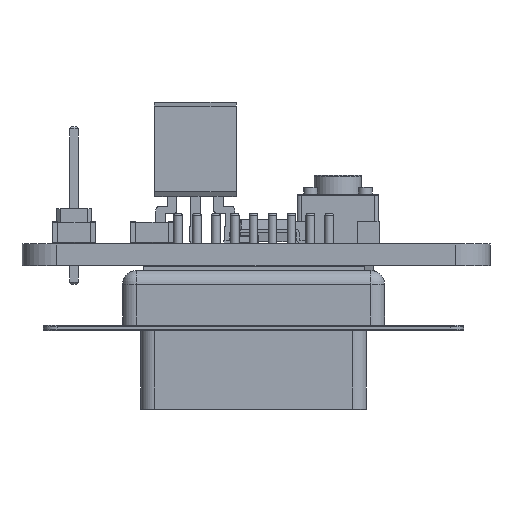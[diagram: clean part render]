
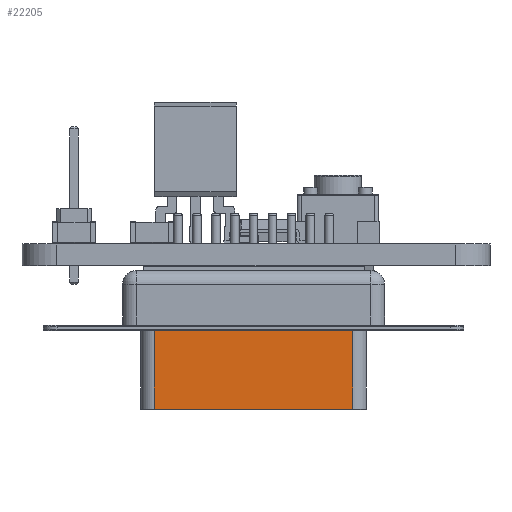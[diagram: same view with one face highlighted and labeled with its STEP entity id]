
A CAD part, front view. The second image highlights one B-rep face of the part: STEP entity #22205.
In plain terms, the highlighted face is planar.
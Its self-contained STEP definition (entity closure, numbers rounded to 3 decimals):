
#21010 = PLANE('',#21011);
#21011 = AXIS2_PLACEMENT_3D('',#21012,#21013,#21014);
#21012 = CARTESIAN_POINT('',(12.809,2.505,10.475));
#21013 = DIRECTION('',(0.,-0.707,-0.707));
#21014 = DIRECTION('',(-1.,0.,0.));
#21665 = VERTEX_POINT('',#21666);
#21666 = CARTESIAN_POINT('',(-1.729,2.53,10.45));
#21683 = CYLINDRICAL_SURFACE('',#21684,1.);
#21684 = AXIS2_PLACEMENT_3D('',#21685,#21686,#21687);
#21685 = CARTESIAN_POINT('',(-1.729,1.53,4.7));
#21686 = DIRECTION('',(0.,0.,1.));
#21687 = DIRECTION('',(0.,1.,0.));
#21742 = VERTEX_POINT('',#21743);
#21743 = CARTESIAN_POINT('',(12.809,2.53,10.45));
#21766 = EDGE_CURVE('',#21742,#21665,#21767,.T.);
#21767 = SURFACE_CURVE('',#21768,(#21772,#21779),.PCURVE_S1.);
#21768 = LINE('',#21769,#21770);
#21769 = CARTESIAN_POINT('',(12.809,2.53,10.45));
#21770 = VECTOR('',#21771,1.);
#21771 = DIRECTION('',(-1.,0.,0.));
#21772 = PCURVE('',#21010,#21773);
#21773 = DEFINITIONAL_REPRESENTATION('',(#21774),#21778);
#21774 = LINE('',#21775,#21776);
#21775 = CARTESIAN_POINT('',(0.,0.035));
#21776 = VECTOR('',#21777,1.);
#21777 = DIRECTION('',(1.,0.));
#21778 = ( GEOMETRIC_REPRESENTATION_CONTEXT(2) 
PARAMETRIC_REPRESENTATION_CONTEXT() REPRESENTATION_CONTEXT('2D SPACE',''
  ) );
#21779 = PCURVE('',#21780,#21785);
#21780 = PLANE('',#21781);
#21781 = AXIS2_PLACEMENT_3D('',#21782,#21783,#21784);
#21782 = CARTESIAN_POINT('',(-2.92,2.53,4.7));
#21783 = DIRECTION('',(0.,1.,0.));
#21784 = DIRECTION('',(1.,0.,0.));
#21785 = DEFINITIONAL_REPRESENTATION('',(#21786),#21790);
#21786 = LINE('',#21787,#21788);
#21787 = CARTESIAN_POINT('',(15.729,-5.75));
#21788 = VECTOR('',#21789,1.);
#21789 = DIRECTION('',(-1.,0.));
#21790 = ( GEOMETRIC_REPRESENTATION_CONTEXT(2) 
PARAMETRIC_REPRESENTATION_CONTEXT() REPRESENTATION_CONTEXT('2D SPACE',''
  ) );
#21866 = CYLINDRICAL_SURFACE('',#21867,1.);
#21867 = AXIS2_PLACEMENT_3D('',#21868,#21869,#21870);
#21868 = CARTESIAN_POINT('',(12.809,1.53,4.7));
#21869 = DIRECTION('',(0.,0.,1.));
#21870 = DIRECTION('',(0.,1.,0.));
#22132 = EDGE_CURVE('',#22133,#21665,#22135,.T.);
#22133 = VERTEX_POINT('',#22134);
#22134 = CARTESIAN_POINT('',(-1.729,2.53,4.7));
#22135 = SURFACE_CURVE('',#22136,(#22140,#22147),.PCURVE_S1.);
#22136 = LINE('',#22137,#22138);
#22137 = CARTESIAN_POINT('',(-1.729,2.53,4.7));
#22138 = VECTOR('',#22139,1.);
#22139 = DIRECTION('',(0.,0.,1.));
#22140 = PCURVE('',#21683,#22141);
#22141 = DEFINITIONAL_REPRESENTATION('',(#22142),#22146);
#22142 = LINE('',#22143,#22144);
#22143 = CARTESIAN_POINT('',(0.,0.));
#22144 = VECTOR('',#22145,1.);
#22145 = DIRECTION('',(0.,1.));
#22146 = ( GEOMETRIC_REPRESENTATION_CONTEXT(2) 
PARAMETRIC_REPRESENTATION_CONTEXT() REPRESENTATION_CONTEXT('2D SPACE',''
  ) );
#22147 = PCURVE('',#21780,#22148);
#22148 = DEFINITIONAL_REPRESENTATION('',(#22149),#22153);
#22149 = LINE('',#22150,#22151);
#22150 = CARTESIAN_POINT('',(1.191,0.));
#22151 = VECTOR('',#22152,1.);
#22152 = DIRECTION('',(0.,-1.));
#22153 = ( GEOMETRIC_REPRESENTATION_CONTEXT(2) 
PARAMETRIC_REPRESENTATION_CONTEXT() REPRESENTATION_CONTEXT('2D SPACE',''
  ) );
#22172 = PLANE('',#22173);
#22173 = AXIS2_PLACEMENT_3D('',#22174,#22175,#22176);
#22174 = CARTESIAN_POINT('',(5.54,-1.42,4.7));
#22175 = DIRECTION('',(0.,0.,1.));
#22176 = DIRECTION('',(1.,0.,0.));
#22205 = ADVANCED_FACE('',(#22206),#21780,.T.);
#22206 = FACE_BOUND('',#22207,.T.);
#22207 = EDGE_LOOP('',(#22208,#22209,#22210,#22233));
#22208 = ORIENTED_EDGE('',*,*,#22132,.T.);
#22209 = ORIENTED_EDGE('',*,*,#21766,.F.);
#22210 = ORIENTED_EDGE('',*,*,#22211,.F.);
#22211 = EDGE_CURVE('',#22212,#21742,#22214,.T.);
#22212 = VERTEX_POINT('',#22213);
#22213 = CARTESIAN_POINT('',(12.809,2.53,4.7));
#22214 = SURFACE_CURVE('',#22215,(#22219,#22226),.PCURVE_S1.);
#22215 = LINE('',#22216,#22217);
#22216 = CARTESIAN_POINT('',(12.809,2.53,4.7));
#22217 = VECTOR('',#22218,1.);
#22218 = DIRECTION('',(0.,0.,1.));
#22219 = PCURVE('',#21780,#22220);
#22220 = DEFINITIONAL_REPRESENTATION('',(#22221),#22225);
#22221 = LINE('',#22222,#22223);
#22222 = CARTESIAN_POINT('',(15.729,0.));
#22223 = VECTOR('',#22224,1.);
#22224 = DIRECTION('',(0.,-1.));
#22225 = ( GEOMETRIC_REPRESENTATION_CONTEXT(2) 
PARAMETRIC_REPRESENTATION_CONTEXT() REPRESENTATION_CONTEXT('2D SPACE',''
  ) );
#22226 = PCURVE('',#21866,#22227);
#22227 = DEFINITIONAL_REPRESENTATION('',(#22228),#22232);
#22228 = LINE('',#22229,#22230);
#22229 = CARTESIAN_POINT('',(6.283,0.));
#22230 = VECTOR('',#22231,1.);
#22231 = DIRECTION('',(0.,1.));
#22232 = ( GEOMETRIC_REPRESENTATION_CONTEXT(2) 
PARAMETRIC_REPRESENTATION_CONTEXT() REPRESENTATION_CONTEXT('2D SPACE',''
  ) );
#22233 = ORIENTED_EDGE('',*,*,#22234,.F.);
#22234 = EDGE_CURVE('',#22133,#22212,#22235,.T.);
#22235 = SURFACE_CURVE('',#22236,(#22240,#22247),.PCURVE_S1.);
#22236 = LINE('',#22237,#22238);
#22237 = CARTESIAN_POINT('',(-2.92,2.53,4.7));
#22238 = VECTOR('',#22239,1.);
#22239 = DIRECTION('',(1.,0.,0.));
#22240 = PCURVE('',#21780,#22241);
#22241 = DEFINITIONAL_REPRESENTATION('',(#22242),#22246);
#22242 = LINE('',#22243,#22244);
#22243 = CARTESIAN_POINT('',(0.,0.));
#22244 = VECTOR('',#22245,1.);
#22245 = DIRECTION('',(1.,0.));
#22246 = ( GEOMETRIC_REPRESENTATION_CONTEXT(2) 
PARAMETRIC_REPRESENTATION_CONTEXT() REPRESENTATION_CONTEXT('2D SPACE',''
  ) );
#22247 = PCURVE('',#22172,#22248);
#22248 = DEFINITIONAL_REPRESENTATION('',(#22249),#22253);
#22249 = LINE('',#22250,#22251);
#22250 = CARTESIAN_POINT('',(-8.46,3.95));
#22251 = VECTOR('',#22252,1.);
#22252 = DIRECTION('',(1.,0.));
#22253 = ( GEOMETRIC_REPRESENTATION_CONTEXT(2) 
PARAMETRIC_REPRESENTATION_CONTEXT() REPRESENTATION_CONTEXT('2D SPACE',''
  ) );
